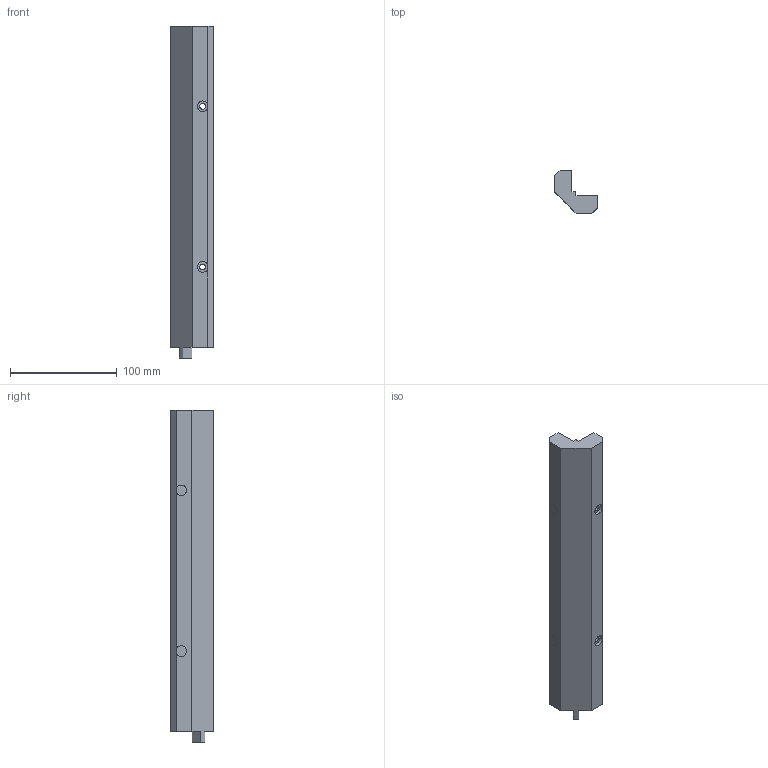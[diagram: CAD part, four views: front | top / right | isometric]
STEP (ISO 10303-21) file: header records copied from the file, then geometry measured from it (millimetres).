
FILE_DESCRIPTION(/* description */ (''),/* implementation_level */ '2;1');
FILE_NAME(/* name */ 'piller split 1.step',/* time_stamp */ '2023-06-27T16:22:33-05:00',/* author */ (''),/* organization */ (''),/* preprocessor_version */ 'ST-DEVELOPER v19.2',/* originating_system */ 'Autodesk Translation Framework v12.6.0.85',/* authorisation */ '');
FILE_SCHEMA (('AUTOMOTIVE_DESIGN { 1 0 10303 214 3 1 1 }'));
Length unit declared in the file: millimetre
Products named in the file (1): Candy Machine Split Parts
Bounding box: 40 x 40 x 311.75 mm (x, y, z)
Volume: 246692.9 mm3; surface area: 46383.6 mm2
Topology: 1 solids, 1 shells, 38 faces, 100 edges, 62 vertices
Faces by surface type: plane 30, cylinder 8
Full cylindrical faces by diameter (mm): 5.5 x4, 10 x4
Entity records: 1121 total; most frequent: CARTESIAN_POINT 187, ORIENTED_EDGE 184, DIRECTION 182, EDGE_CURVE 92, LINE 76, VECTOR 76, VERTEX_POINT 58, AXIS2_PLACEMENT_3D 53
